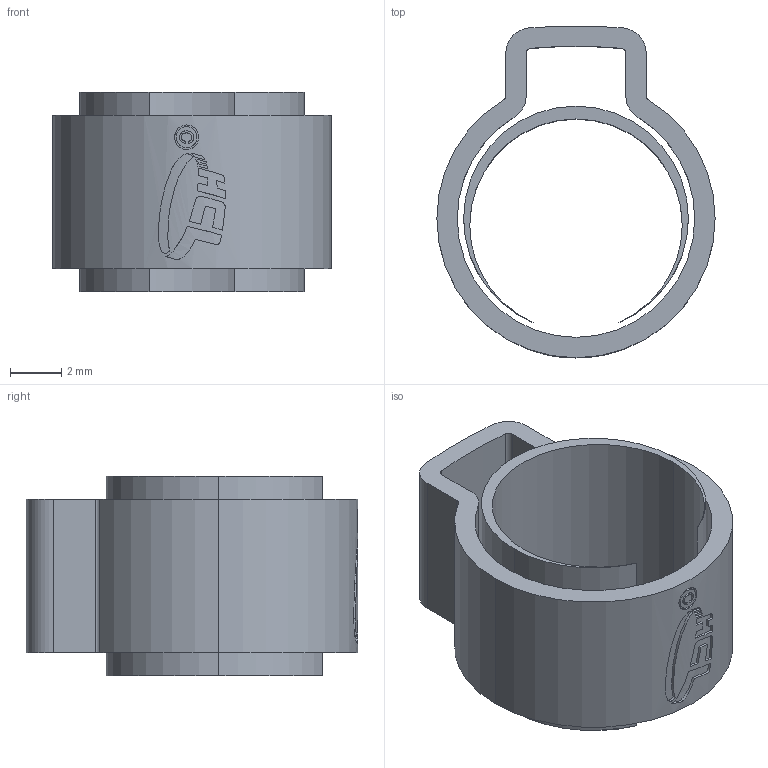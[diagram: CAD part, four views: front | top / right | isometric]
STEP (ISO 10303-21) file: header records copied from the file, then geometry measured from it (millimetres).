
FILE_DESCRIPTION (( 'STEP AP214' ), '1' );
FILE_NAME ('SEC-IR-7.5-W1.step', '2025-06-06T10:09:09', ( '' ), ( '' ), 'SwSTEP 2.0', 'SolidWorks 2025', '' );
FILE_SCHEMA (( 'AUTOMOTIVE_DESIGN' ));
Length unit declared in the file: millimetre
Products named in the file (1): SEC-IR-7.5-W1
Bounding box: 10.9 x 12.99 x 7.8 mm (x, y, z)
Volume: 223.4 mm3; surface area: 873.2 mm2
Topology: 2 solids, 2 shells, 131 faces, 351 edges, 234 vertices
Faces by surface type: cylinder 72, bspline 49, plane 10
Entity records: 5412 total; most frequent: CARTESIAN_POINT 2547, ORIENTED_EDGE 702, DIRECTION 383, EDGE_CURVE 351, VERTEX_POINT 234, B_SPLINE_CURVE_WITH_KNOTS 178, EDGE_LOOP 143, ADVANCED_FACE 131
